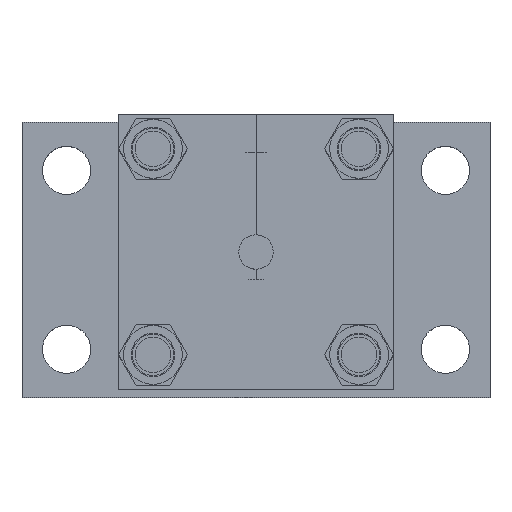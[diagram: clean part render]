
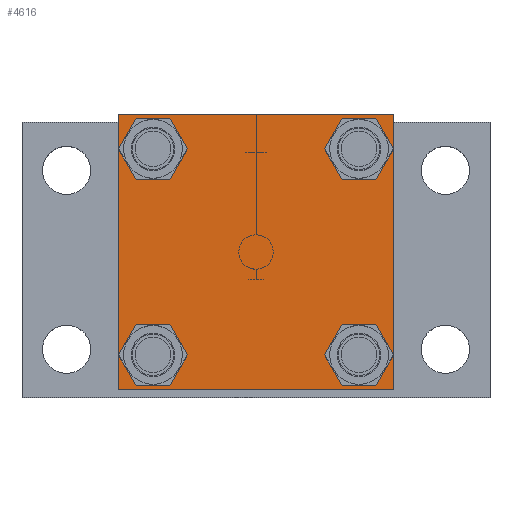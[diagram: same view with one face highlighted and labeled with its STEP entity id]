
A CAD part, top view. The second image highlights one B-rep face of the part: STEP entity #4616.
In plain terms, the highlighted planar face has unit normal (0, 0, 1).
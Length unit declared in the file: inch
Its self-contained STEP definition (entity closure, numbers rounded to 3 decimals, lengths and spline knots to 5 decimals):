
#23 = ORIENTED_EDGE ( 'NONE', *, *, #2547, .F. ) ;
#71 = ORIENTED_EDGE ( 'NONE', *, *, #1171, .F. ) ;
#116 = DIRECTION ( 'NONE',  ( 1., 0., 0. ) ) ;
#174 = AXIS2_PLACEMENT_3D ( 'NONE', #2477, #4398, #4429 ) ;
#198 = DIRECTION ( 'NONE',  ( 1., 0., 0. ) ) ;
#297 = VERTEX_POINT ( 'NONE', #964 ) ;
#323 = CARTESIAN_POINT ( 'NONE',  ( 7.78129, 7.39306, 0. ) ) ;
#365 = ORIENTED_EDGE ( 'NONE', *, *, #561, .F. ) ;
#375 = VERTEX_POINT ( 'NONE', #470 ) ;
#420 = VERTEX_POINT ( 'NONE', #3745 ) ;
#453 = VECTOR ( 'NONE', #8323, 39.37008 ) ;
#470 = CARTESIAN_POINT ( 'NONE',  ( 8.09629, 7.07806, 0. ) ) ;
#483 = CARTESIAN_POINT ( 'NONE',  ( 5.59629, 0., 0. ) ) ;
#517 = VERTEX_POINT ( 'NONE', #2606 ) ;
#553 = AXIS2_PLACEMENT_3D ( 'NONE', #1033, #6898, #5481 ) ;
#555 = DIRECTION ( 'NONE',  ( 0., 0., 1. ) ) ;
#561 = EDGE_CURVE ( 'NONE', #5685, #375, #6842, .T. ) ;
#576 = EDGE_CURVE ( 'NONE', #420, #2709, #6228, .T. ) ;
#584 = DIRECTION ( 'NONE',  ( 0., 0., 1. ) ) ;
#661 = DIRECTION ( 'NONE',  ( 0., 0., 1. ) ) ;
#670 = CARTESIAN_POINT ( 'NONE',  ( 5.91129, 9.26306, 0. ) ) ;
#765 = CIRCLE ( 'NONE', #5344, 0.188 ) ;
#898 = CARTESIAN_POINT ( 'NONE',  ( 8.09629, 9.57806, 0. ) ) ;
#964 = CARTESIAN_POINT ( 'NONE',  ( 5.59629, 7.07806, 0. ) ) ;
#1033 = CARTESIAN_POINT ( 'NONE',  ( 7.78129, 9.26306, 0. ) ) ;
#1037 = FACE_OUTER_BOUND ( 'NONE', #7780, .T. ) ;
#1061 = DIRECTION ( 'NONE',  ( 0., 0., 1. ) ) ;
#1078 = DIRECTION ( 'NONE',  ( 0., 0., 1. ) ) ;
#1171 = EDGE_CURVE ( 'NONE', #4578, #517, #765, .T. ) ;
#1391 = CARTESIAN_POINT ( 'NONE',  ( 0., 0., 0. ) ) ;
#1493 = VECTOR ( 'NONE', #198, 39.37008 ) ;
#1668 = CIRCLE ( 'NONE', #553, 0.188 ) ;
#1681 = CARTESIAN_POINT ( 'NONE',  ( 7.78129, 7.39306, 0. ) ) ;
#1710 = CARTESIAN_POINT ( 'NONE',  ( 6.09929, 9.26306, 0. ) ) ;
#1869 = ORIENTED_EDGE ( 'NONE', *, *, #576, .F. ) ;
#1925 = CIRCLE ( 'NONE', #7176, 0.188 ) ;
#2047 = DIRECTION ( 'NONE',  ( 0., 0., 1. ) ) ;
#2158 = EDGE_CURVE ( 'NONE', #297, #375, #5277, .T. ) ;
#2183 = VECTOR ( 'NONE', #7720, 39.37008 ) ;
#2298 = VERTEX_POINT ( 'NONE', #3059 ) ;
#2477 = CARTESIAN_POINT ( 'NONE',  ( 5.91129, 9.26306, 0. ) ) ;
#2547 = EDGE_CURVE ( 'NONE', #517, #4578, #1668, .T. ) ;
#2595 = VERTEX_POINT ( 'NONE', #5509 ) ;
#2606 = CARTESIAN_POINT ( 'NONE',  ( 7.59329, 9.26306, 0. ) ) ;
#2624 = ORIENTED_EDGE ( 'NONE', *, *, #6931, .F. ) ;
#2709 = VERTEX_POINT ( 'NONE', #3729 ) ;
#2737 = EDGE_CURVE ( 'NONE', #7523, #6883, #6409, .T. ) ;
#2740 = FACE_BOUND ( 'NONE', #4980, .T. ) ;
#3059 = CARTESIAN_POINT ( 'NONE',  ( 7.96929, 7.39306, 0. ) ) ;
#3565 = DIRECTION ( 'NONE',  ( 1., 0., 0. ) ) ;
#3729 = CARTESIAN_POINT ( 'NONE',  ( 6.09929, 7.39306, 0. ) ) ;
#3745 = CARTESIAN_POINT ( 'NONE',  ( 5.72329, 7.39306, 0. ) ) ;
#3836 = ORIENTED_EDGE ( 'NONE', *, *, #2158, .T. ) ;
#3859 = CARTESIAN_POINT ( 'NONE',  ( 7.96929, 9.26306, 0. ) ) ;
#3884 = CARTESIAN_POINT ( 'NONE',  ( 8.09629, 0., 0. ) ) ;
#3901 = AXIS2_PLACEMENT_3D ( 'NONE', #5815, #584, #6455 ) ;
#3942 = DIRECTION ( 'NONE',  ( 0., 0., 1. ) ) ;
#4169 = CIRCLE ( 'NONE', #7692, 0.188 ) ;
#4398 = DIRECTION ( 'NONE',  ( 0., 0., 1. ) ) ;
#4429 = DIRECTION ( 'NONE',  ( 1., 0., 0. ) ) ;
#4473 = DIRECTION ( 'NONE',  ( 1., 0., 0. ) ) ;
#4544 = EDGE_CURVE ( 'NONE', #6883, #7523, #1925, .T. ) ;
#4578 = VERTEX_POINT ( 'NONE', #3859 ) ;
#4588 = CARTESIAN_POINT ( 'NONE',  ( 5.59629, 9.57806, 0. ) ) ;
#4616 = ADVANCED_FACE ( 'NONE', ( #2740, #4941, #7407, #6175, #1037 ), #6490, .T. ) ;
#4649 = ORIENTED_EDGE ( 'NONE', *, *, #8182, .F. ) ;
#4941 = FACE_BOUND ( 'NONE', #6779, .T. ) ;
#4980 = EDGE_LOOP ( 'NONE', ( #7899, #2624 ) ) ;
#5194 = LINE ( 'NONE', #6046, #1493 ) ;
#5277 = LINE ( 'NONE', #5462, #5791 ) ;
#5332 = CARTESIAN_POINT ( 'NONE',  ( 5.91129, 7.39306, 0. ) ) ;
#5344 = AXIS2_PLACEMENT_3D ( 'NONE', #6396, #661, #7762 ) ;
#5462 = CARTESIAN_POINT ( 'NONE',  ( 0., 7.07806, 0. ) ) ;
#5481 = DIRECTION ( 'NONE',  ( 1., 0., 0. ) ) ;
#5509 = CARTESIAN_POINT ( 'NONE',  ( 7.59329, 7.39306, 0. ) ) ;
#5532 = DIRECTION ( 'NONE',  ( 1., 0., 0. ) ) ;
#5620 = ORIENTED_EDGE ( 'NONE', *, *, #4544, .F. ) ;
#5685 = VERTEX_POINT ( 'NONE', #898 ) ;
#5690 = EDGE_CURVE ( 'NONE', #6734, #5685, #5194, .T. ) ;
#5694 = ORIENTED_EDGE ( 'NONE', *, *, #7092, .T. ) ;
#5761 = ORIENTED_EDGE ( 'NONE', *, *, #5690, .F. ) ;
#5791 = VECTOR ( 'NONE', #3565, 39.37008 ) ;
#5792 = LINE ( 'NONE', #483, #453 ) ;
#5815 = CARTESIAN_POINT ( 'NONE',  ( 5.91129, 7.39306, 0. ) ) ;
#6046 = CARTESIAN_POINT ( 'NONE',  ( 0., 9.57806, 0. ) ) ;
#6136 = ORIENTED_EDGE ( 'NONE', *, *, #2737, .F. ) ;
#6175 = FACE_BOUND ( 'NONE', #8000, .T. ) ;
#6228 = CIRCLE ( 'NONE', #3901, 0.188 ) ;
#6311 = CIRCLE ( 'NONE', #6913, 0.188 ) ;
#6357 = EDGE_CURVE ( 'NONE', #2298, #2595, #6311, .T. ) ;
#6396 = CARTESIAN_POINT ( 'NONE',  ( 7.78129, 9.26306, 0. ) ) ;
#6409 = CIRCLE ( 'NONE', #174, 0.188 ) ;
#6455 = DIRECTION ( 'NONE',  ( 1., 0., 0. ) ) ;
#6490 = PLANE ( 'NONE',  #6731 ) ;
#6576 = EDGE_LOOP ( 'NONE', ( #5620, #6136 ) ) ;
#6731 = AXIS2_PLACEMENT_3D ( 'NONE', #1391, #3942, #116 ) ;
#6734 = VERTEX_POINT ( 'NONE', #4588 ) ;
#6776 = CARTESIAN_POINT ( 'NONE',  ( 5.72329, 9.26306, 0. ) ) ;
#6779 = EDGE_LOOP ( 'NONE', ( #71, #23 ) ) ;
#6842 = LINE ( 'NONE', #3884, #2183 ) ;
#6883 = VERTEX_POINT ( 'NONE', #1710 ) ;
#6898 = DIRECTION ( 'NONE',  ( 0., 0., 1. ) ) ;
#6913 = AXIS2_PLACEMENT_3D ( 'NONE', #323, #1078, #5532 ) ;
#6931 = EDGE_CURVE ( 'NONE', #2595, #2298, #7126, .T. ) ;
#7092 = EDGE_CURVE ( 'NONE', #6734, #297, #5792, .T. ) ;
#7126 = CIRCLE ( 'NONE', #7186, 0.188 ) ;
#7176 = AXIS2_PLACEMENT_3D ( 'NONE', #670, #555, #4473 ) ;
#7186 = AXIS2_PLACEMENT_3D ( 'NONE', #1681, #1061, #8075 ) ;
#7237 = DIRECTION ( 'NONE',  ( 1., 0., 0. ) ) ;
#7407 = FACE_BOUND ( 'NONE', #6576, .T. ) ;
#7523 = VERTEX_POINT ( 'NONE', #6776 ) ;
#7692 = AXIS2_PLACEMENT_3D ( 'NONE', #5332, #2047, #7237 ) ;
#7720 = DIRECTION ( 'NONE',  ( 0., -1., 0. ) ) ;
#7762 = DIRECTION ( 'NONE',  ( 1., 0., 0. ) ) ;
#7780 = EDGE_LOOP ( 'NONE', ( #5761, #5694, #3836, #365 ) ) ;
#7899 = ORIENTED_EDGE ( 'NONE', *, *, #6357, .F. ) ;
#8000 = EDGE_LOOP ( 'NONE', ( #4649, #1869 ) ) ;
#8075 = DIRECTION ( 'NONE',  ( 1., 0., 0. ) ) ;
#8182 = EDGE_CURVE ( 'NONE', #2709, #420, #4169, .T. ) ;
#8323 = DIRECTION ( 'NONE',  ( 0., -1., 0. ) ) ;
